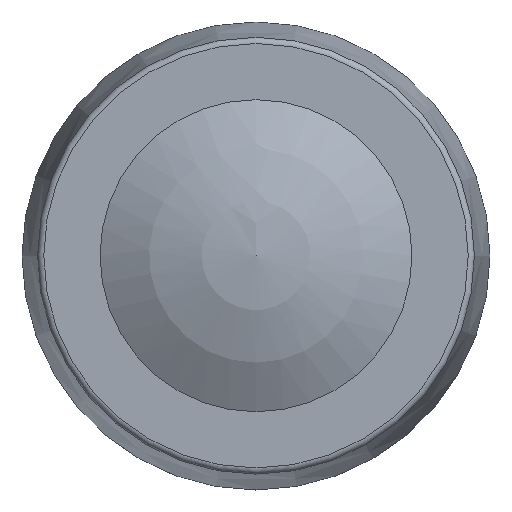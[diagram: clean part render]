
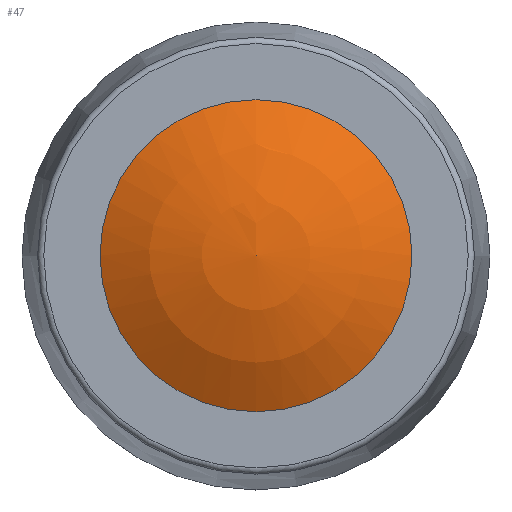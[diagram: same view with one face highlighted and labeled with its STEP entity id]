
A CAD part, top view. The second image highlights one B-rep face of the part: STEP entity #47.
In plain terms, the highlighted spherical face has radius 9.629 mm.
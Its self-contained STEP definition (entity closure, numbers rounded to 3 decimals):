
#47 = ADVANCED_FACE( '', ( #104 ), #105, .T. );
#104 = FACE_OUTER_BOUND( '', #178, .T. );
#105 = SPHERICAL_SURFACE( '', #179, 9.629 );
#178 = EDGE_LOOP( '', ( #252 ) );
#179 = AXIS2_PLACEMENT_3D( '', #253, #254, #255 );
#252 = ORIENTED_EDGE( '', *, *, #342, .T. );
#253 = CARTESIAN_POINT( '', ( 0., 0., 4.371 ) );
#254 = DIRECTION( '', ( 0., 0., 1. ) );
#255 = DIRECTION( '', ( 0., 1., 0. ) );
#342 = EDGE_CURVE( '', #380, #380, #381, .T. );
#380 = VERTEX_POINT( '', #429 );
#381 = CIRCLE( '', #430, 5. );
#429 = CARTESIAN_POINT( '', ( 5., 0., 12.6 ) );
#430 = AXIS2_PLACEMENT_3D( '', #479, #480, #481 );
#479 = CARTESIAN_POINT( '', ( 0., 0., 12.6 ) );
#480 = DIRECTION( '', ( 0., 0., 1. ) );
#481 = DIRECTION( '', ( 1., 0., 0. ) );
